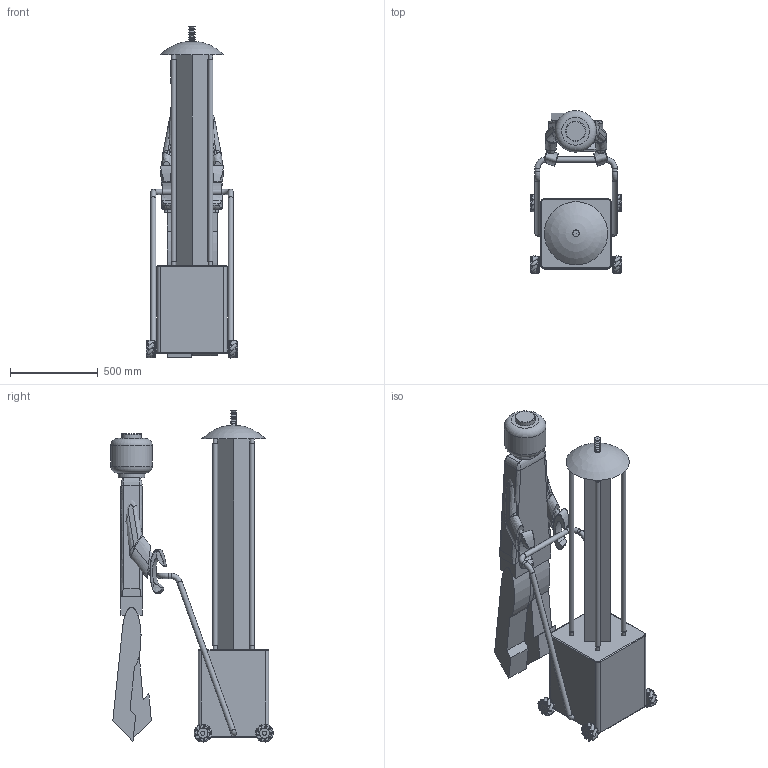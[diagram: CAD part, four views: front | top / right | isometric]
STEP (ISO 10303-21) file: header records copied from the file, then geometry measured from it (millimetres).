
FILE_DESCRIPTION(/* description */ (''),/* implementation_level */ '2;1');
FILE_NAME(/* name */ '5f4c6da40adee515ea0e5071',/* time_stamp */ '2020-08-31T03:25:30+00:00',/* author */ (''),/* organization */ (''),/* preprocessor_version */ 'ST-DEVELOPER v16.7',/* originating_system */ $,/* authorisation */ $);
FILE_SCHEMA (('AUTOMOTIVE_DESIGN {1 0 10303 214 3 1 1}'));
Length unit declared in the file: metre
Products named in the file (57): Rubber; 04Chest_¹w³]3]; 02Right Arm_¹w³]3]; 03Hand_¹w³]3]; 06Joint_¹w³]3]; 07 Left Leg_¹w³]3]; 05Head_¹w³]3]; Part 1; Part 46; Rollers; Part 2
Bounding box: 520 x 924.18 x 1888.55 mm (x, y, z)
Volume: 176469762.2 mm3; surface area: 5284315 mm2
Topology: 57 solids, 57 shells, 3159 faces, 7436 edges, 4485 vertices
Faces by surface type: cylinder 1205, plane 913, torus 485, bspline 469, sphere 73, cone 14
Full cylindrical faces by diameter (mm): 4 x72, 24 x20, 28 x4, 30 x10, 57 x4, 113.591 x1, 150.682 x1, 236.455 x1
Entity records: 104376 total; most frequent: CARTESIAN_POINT 35957, ORIENTED_EDGE 14224, DIRECTION 13414, EDGE_CURVE 7112, AXIS2_PLACEMENT_3D 5182, VERTEX_POINT 4354, FACE_BOUND 3454, EDGE_LOOP 3452
